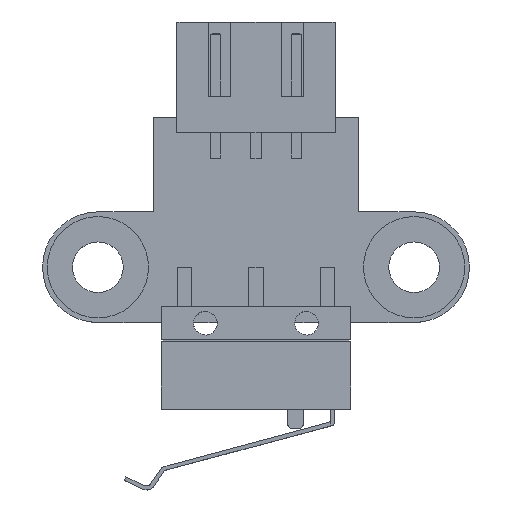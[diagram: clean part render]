
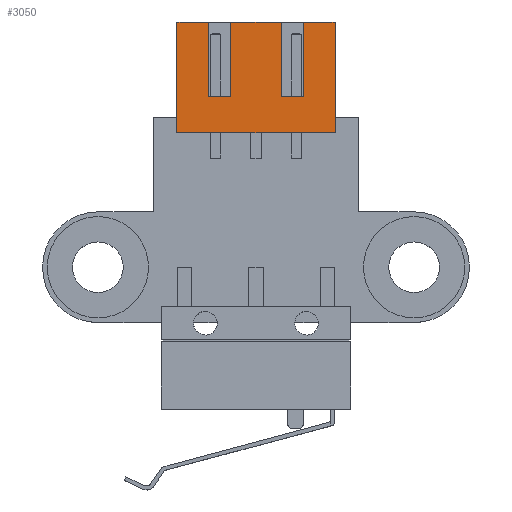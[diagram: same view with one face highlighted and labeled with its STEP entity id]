
A CAD part, top view. The second image highlights one B-rep face of the part: STEP entity #3050.
In plain terms, the highlighted planar face has unit normal (0, 0, 1).
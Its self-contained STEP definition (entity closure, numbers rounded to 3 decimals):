
#148=LINE('',#4374,#521);
#153=LINE('',#4382,#526);
#155=LINE('',#4387,#528);
#222=LINE('',#4523,#595);
#224=LINE('',#4526,#597);
#226=LINE('',#4530,#599);
#227=LINE('',#4533,#600);
#229=LINE('',#4537,#602);
#231=LINE('',#4541,#604);
#238=LINE('',#4554,#611);
#239=LINE('',#4556,#612);
#240=LINE('',#4558,#613);
#521=VECTOR('',#3560,7.);
#526=VECTOR('',#3567,2.);
#528=VECTOR('',#3571,2.);
#595=VECTOR('',#3696,1.4);
#597=VECTOR('',#3700,4.7);
#599=VECTOR('',#3704,4.7);
#600=VECTOR('',#3707,4.7);
#602=VECTOR('',#3711,1.4);
#604=VECTOR('',#3715,4.7);
#611=VECTOR('',#3730,7.);
#612=VECTOR('',#3733,3.2);
#613=VECTOR('',#3736,10.);
#846=PLANE('',#3225);
#1157=FACE_OUTER_BOUND('',#1334,.T.);
#1334=EDGE_LOOP('',(#2548,#2549,#2550,#2551,#2552,#2553,#2554,#2555,#2556,
#2557,#2558,#2559));
#1556=VERTEX_POINT('',#4371);
#1557=VERTEX_POINT('',#4373);
#1559=VERTEX_POINT('',#4380);
#1560=VERTEX_POINT('',#4384);
#1561=VERTEX_POINT('',#4386);
#1600=VERTEX_POINT('',#4520);
#1601=VERTEX_POINT('',#4522);
#1602=VERTEX_POINT('',#4528);
#1603=VERTEX_POINT('',#4532);
#1604=VERTEX_POINT('',#4536);
#1605=VERTEX_POINT('',#4540);
#1607=VERTEX_POINT('',#4552);
#1857=EDGE_CURVE('',#1557,#1556,#148,.T.);
#1862=EDGE_CURVE('',#1556,#1559,#153,.T.);
#1864=EDGE_CURVE('',#1561,#1560,#155,.T.);
#1931=EDGE_CURVE('',#1601,#1600,#222,.T.);
#1933=EDGE_CURVE('',#1559,#1601,#224,.T.);
#1935=EDGE_CURVE('',#1600,#1602,#226,.T.);
#1936=EDGE_CURVE('',#1603,#1561,#227,.T.);
#1938=EDGE_CURVE('',#1604,#1603,#229,.T.);
#1940=EDGE_CURVE('',#1605,#1604,#231,.T.);
#1947=EDGE_CURVE('',#1560,#1607,#238,.T.);
#1948=EDGE_CURVE('',#1602,#1605,#239,.T.);
#1949=EDGE_CURVE('',#1607,#1557,#240,.T.);
#2548=ORIENTED_EDGE('',*,*,#1935,.T.);
#2549=ORIENTED_EDGE('',*,*,#1948,.T.);
#2550=ORIENTED_EDGE('',*,*,#1940,.T.);
#2551=ORIENTED_EDGE('',*,*,#1938,.T.);
#2552=ORIENTED_EDGE('',*,*,#1936,.T.);
#2553=ORIENTED_EDGE('',*,*,#1864,.T.);
#2554=ORIENTED_EDGE('',*,*,#1947,.T.);
#2555=ORIENTED_EDGE('',*,*,#1949,.T.);
#2556=ORIENTED_EDGE('',*,*,#1857,.T.);
#2557=ORIENTED_EDGE('',*,*,#1862,.T.);
#2558=ORIENTED_EDGE('',*,*,#1933,.T.);
#2559=ORIENTED_EDGE('',*,*,#1931,.T.);
#3050=ADVANCED_FACE('',(#1157),#846,.T.);
#3225=AXIS2_PLACEMENT_3D('',#4561,#3740,#3741);
#3560=DIRECTION('',(0.,1.,0.));
#3567=DIRECTION('',(-1.,0.,0.));
#3571=DIRECTION('',(-1.,0.,0.));
#3696=DIRECTION('',(-1.,0.,0.));
#3700=DIRECTION('',(0.,-1.,0.));
#3704=DIRECTION('',(0.,1.,0.));
#3707=DIRECTION('',(0.,1.,0.));
#3711=DIRECTION('',(-1.,0.,0.));
#3715=DIRECTION('',(0.,-1.,0.));
#3730=DIRECTION('',(0.,-1.,0.));
#3733=DIRECTION('',(-1.,0.,0.));
#3736=DIRECTION('',(1.,0.,0.));
#3740=DIRECTION('center_axis',(0.,0.,1.));
#3741=DIRECTION('ref_axis',(1.,0.,0.));
#4371=CARTESIAN_POINT('',(5.,9.5,6.9));
#4373=CARTESIAN_POINT('',(5.,2.5,6.9));
#4374=CARTESIAN_POINT('',(5.,9.5,6.9));
#4380=CARTESIAN_POINT('',(3.,9.5,6.9));
#4382=CARTESIAN_POINT('',(-5.,9.5,6.9));
#4384=CARTESIAN_POINT('',(-5.,9.5,6.9));
#4386=CARTESIAN_POINT('',(-3.,9.5,6.9));
#4387=CARTESIAN_POINT('',(-5.,9.5,6.9));
#4520=CARTESIAN_POINT('',(1.6,4.8,6.9));
#4522=CARTESIAN_POINT('',(3.,4.8,6.9));
#4523=CARTESIAN_POINT('',(1.5,4.8,6.9));
#4526=CARTESIAN_POINT('',(3.,7.75,6.9));
#4528=CARTESIAN_POINT('',(1.6,9.5,6.9));
#4530=CARTESIAN_POINT('',(1.6,5.4,6.9));
#4532=CARTESIAN_POINT('',(-3.,4.8,6.9));
#4533=CARTESIAN_POINT('',(-3.,5.4,6.9));
#4536=CARTESIAN_POINT('',(-1.6,4.8,6.9));
#4537=CARTESIAN_POINT('',(-0.8,4.8,6.9));
#4540=CARTESIAN_POINT('',(-1.6,9.5,6.9));
#4541=CARTESIAN_POINT('',(-1.6,7.75,6.9));
#4552=CARTESIAN_POINT('',(-5.,2.5,6.9));
#4554=CARTESIAN_POINT('',(-5.,2.5,6.9));
#4556=CARTESIAN_POINT('',(-5.,9.5,6.9));
#4558=CARTESIAN_POINT('',(5.,2.5,6.9));
#4561=CARTESIAN_POINT('Origin',(0.,6.,6.9));
